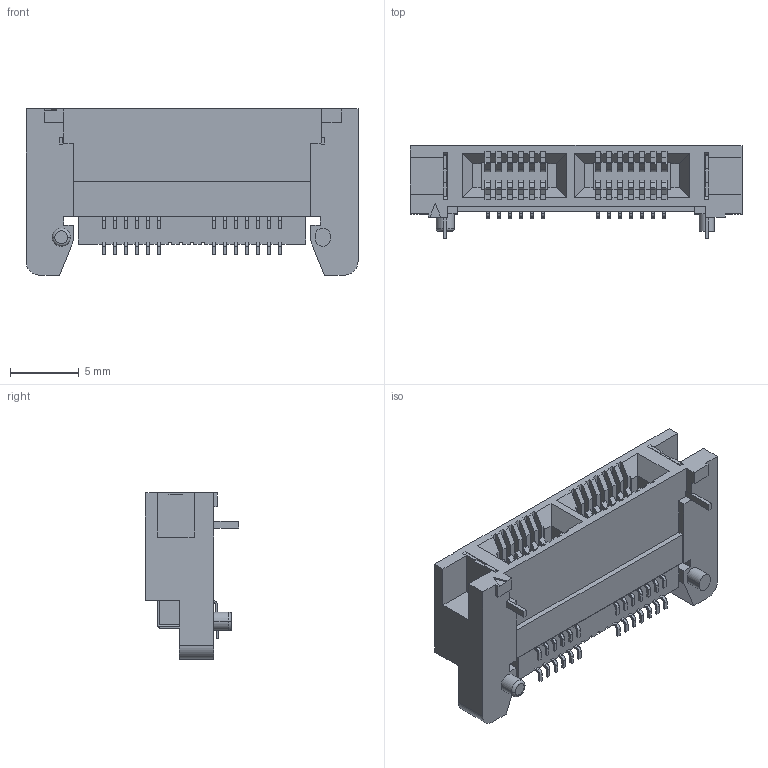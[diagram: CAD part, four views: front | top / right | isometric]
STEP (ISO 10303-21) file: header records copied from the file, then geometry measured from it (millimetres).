
FILE_DESCRIPTION (( 'STEP AP214' ), '1' );
FILE_NAME ('HSEC8-113-01-L-RA-L2.STEP', '2018-02-28T16:08:44', ( '' ), ( '' ), 'SwSTEP 2.0', 'SolidWorks 2018', '' );
FILE_SCHEMA (( 'AUTOMOTIVE_DESIGN' ));
Length unit declared in the file: millimetre
Products named in the file (3): _HSEC8_13_01_D_RA_L2_socket_2; HSEC8-113-01-L-RA-L2; _C_272_13_4
Assembly tree (2 placements, depth 2):
  HSEC8-113-01-L-RA-L2
    _HSEC8_13_01_D_RA_L2_socket_2
    _C_272_13_4
Bounding box: 24.06 x 6.74 x 12.05 mm (x, y, z)
Volume: 820.6 mm3; surface area: 1719.4 mm2
Topology: 2 solids, 2 shells, 910 faces, 2690 edges, 1790 vertices
Faces by surface type: plane 768, cylinder 140, torus 2
Entity records: 30243 total; most frequent: CARTESIAN_POINT 5411, ORIENTED_EDGE 5380, DIRECTION 4798, EDGE_CURVE 2690, VECTOR 2404, LINE 2404, VERTEX_POINT 1790, AXIS2_PLACEMENT_3D 1197
